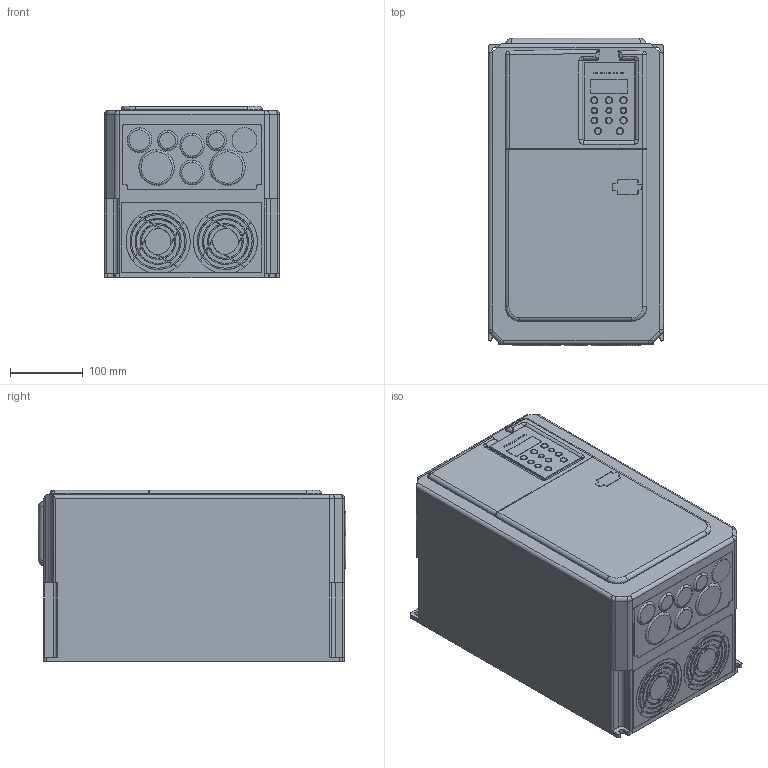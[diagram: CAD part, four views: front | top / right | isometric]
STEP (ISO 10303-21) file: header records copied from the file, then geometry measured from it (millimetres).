
FILE_DESCRIPTION (( 'STEP AP214' ), '1' );
FILE_NAME ('K800-33E30-37TSIP20_Ïðåîáðàçîâàòåëü ÷àñòîòû K800 380Â, 3Ô 30 - 37 kW 60-70À ñåðèè ONI.STEP', '2019-02-28T14:00:16', ( '' ), ( '' ), 'SwSTEP 2.0', 'SolidWorks 2014', '' );
FILE_SCHEMA (( 'AUTOMOTIVE_DESIGN' ));
Length unit declared in the file: millimetre
Products named in the file (2): K800-33E30-37TSIP20_Ïðåîáðàçîâàòåëü ÷àñòîòû K800 380Â, 3Ô 30 - 37 kW 60-70À ñåðèè ONI
Bounding box: 240 x 422 x 235 mm (x, y, z)
Volume: 22964263.3 mm3; surface area: 505621.1 mm2
Topology: 1 solids, 1 shells, 498 faces, 1262 edges, 820 vertices
Faces by surface type: plane 246, cylinder 194, bspline 58
Entity records: 28079 total; most frequent: CARTESIAN_POINT 11795, ORIENTED_EDGE 2504, DIRECTION 1725, EDGE_CURVE 1252, VERTEX_POINT 820, LINE 657, VECTOR 657, EDGE_LOOP 566
